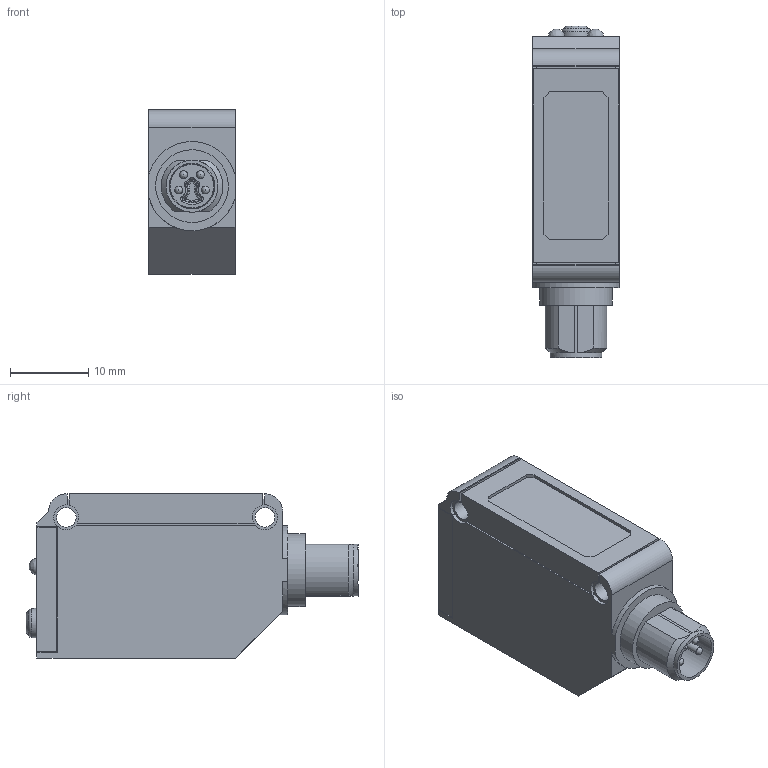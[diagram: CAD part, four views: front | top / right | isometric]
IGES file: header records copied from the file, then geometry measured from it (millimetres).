
Global section: file name: OH34-LRMN-TI-G3-T4; native system: Autodesk Inventor 2025; preprocessor: unknown; author: tvb; date: 20250122.115006; units: millimetre
Bounding box: 11 x 42.45 x 21 mm (x, y, z)
Volume: 7168.2 mm3; surface area: 3231.4 mm2
Topology: 1 solids, 1 shells, 149 faces, 381 edges, 247 vertices
Faces by surface type: bspline 149
